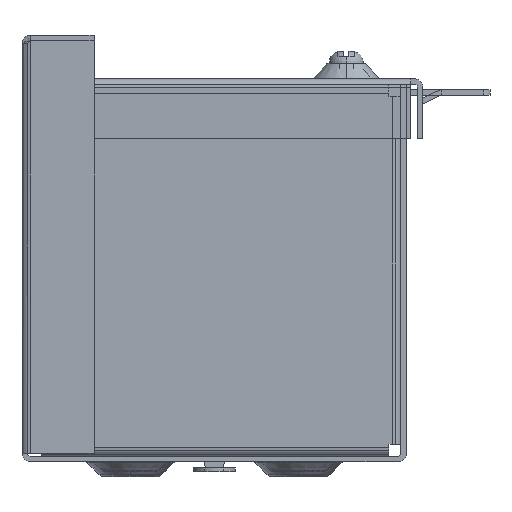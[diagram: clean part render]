
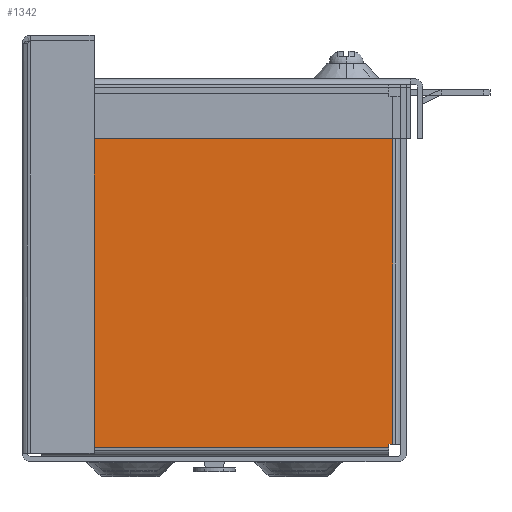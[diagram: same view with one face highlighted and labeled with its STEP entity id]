
A CAD part, left-side view. The second image highlights one B-rep face of the part: STEP entity #1342.
In plain terms, the highlighted planar face has unit normal (-1, 0, 0).
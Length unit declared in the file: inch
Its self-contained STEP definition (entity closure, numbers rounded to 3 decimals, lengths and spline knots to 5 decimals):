
#75 = CARTESIAN_POINT ( 'NONE',  ( -30., -1.943, 3.923 ) ) ;
#162 = VERTEX_POINT ( 'NONE', #25461 ) ;
#649 = CARTESIAN_POINT ( 'NONE',  ( -30., 1.798, 0.057 ) ) ;
#1342 = ADVANCED_FACE ( 'NONE', ( #2910 ), #25890, .T. ) ;
#1431 = DIRECTION ( 'NONE',  ( 0., 0., 1. ) ) ;
#1601 = AXIS2_PLACEMENT_3D ( 'NONE', #75, #14033, #11588 ) ;
#1651 = LINE ( 'NONE', #35929, #25577 ) ;
#1791 = CARTESIAN_POINT ( 'NONE',  ( -30., 1.798, 3.798 ) ) ;
#1842 = DIRECTION ( 'NONE',  ( 0., 0., -1. ) ) ;
#2203 = CARTESIAN_POINT ( 'NONE',  ( -30., -1.943, 0.182 ) ) ;
#2623 = EDGE_CURVE ( 'NONE', #29482, #36274, #30388, .T. ) ;
#2910 = FACE_OUTER_BOUND ( 'NONE', #34235, .T. ) ;
#3066 = ORIENTED_EDGE ( 'NONE', *, *, #16290, .T. ) ;
#3217 = CARTESIAN_POINT ( 'NONE',  ( -30., 1.798, 0.182 ) ) ;
#3302 = LINE ( 'NONE', #649, #23366 ) ;
#3976 = CARTESIAN_POINT ( 'NONE',  ( -30., -1.818, 3.837 ) ) ;
#4586 = LINE ( 'NONE', #19085, #11081 ) ;
#4709 = VERTEX_POINT ( 'NONE', #3217 ) ;
#5061 = VECTOR ( 'NONE', #30187, 39.37008 ) ;
#5304 = VECTOR ( 'NONE', #19566, 39.37008 ) ;
#5344 = EDGE_CURVE ( 'NONE', #31515, #20622, #1651, .T. ) ;
#5353 = ORIENTED_EDGE ( 'NONE', *, *, #29192, .T. ) ;
#5429 = CARTESIAN_POINT ( 'NONE',  ( -30., -1.857, 0.182 ) ) ;
#5822 = CARTESIAN_POINT ( 'NONE',  ( -30., 1.798, 0.143 ) ) ;
#6627 = CARTESIAN_POINT ( 'NONE',  ( -30., -1.818, 0.182 ) ) ;
#7307 = LINE ( 'NONE', #21236, #15735 ) ;
#7459 = ORIENTED_EDGE ( 'NONE', *, *, #5344, .T. ) ;
#7895 = CARTESIAN_POINT ( 'NONE',  ( -30., 1.837, 3.923 ) ) ;
#8091 = CARTESIAN_POINT ( 'NONE',  ( -30., -1.943, 0.143 ) ) ;
#10328 = LINE ( 'NONE', #2203, #14429 ) ;
#10434 = LINE ( 'NONE', #22467, #5061 ) ;
#10956 = DIRECTION ( 'NONE',  ( 0., -1., 0. ) ) ;
#11081 = VECTOR ( 'NONE', #18899, 39.37008 ) ;
#11208 = EDGE_CURVE ( 'NONE', #17937, #18749, #4586, .T. ) ;
#11588 = DIRECTION ( 'NONE',  ( 0., 1., 0. ) ) ;
#12503 = VECTOR ( 'NONE', #10956, 39.37008 ) ;
#12938 = LINE ( 'NONE', #21765, #15725 ) ;
#13351 = ORIENTED_EDGE ( 'NONE', *, *, #24253, .T. ) ;
#13456 = ORIENTED_EDGE ( 'NONE', *, *, #11208, .T. ) ;
#13635 = ORIENTED_EDGE ( 'NONE', *, *, #2623, .T. ) ;
#14033 = DIRECTION ( 'NONE',  ( -1., 0., 0. ) ) ;
#14429 = VECTOR ( 'NONE', #31200, 39.37008 ) ;
#14505 = EDGE_CURVE ( 'NONE', #162, #25009, #32605, .T. ) ;
#14508 = VECTOR ( 'NONE', #1842, 39.37008 ) ;
#14621 = VECTOR ( 'NONE', #16082, 39.37008 ) ;
#15725 = VECTOR ( 'NONE', #1431, 39.37008 ) ;
#15735 = VECTOR ( 'NONE', #26895, 39.37008 ) ;
#15816 = ORIENTED_EDGE ( 'NONE', *, *, #14505, .T. ) ;
#15857 = ORIENTED_EDGE ( 'NONE', *, *, #32047, .T. ) ;
#16082 = DIRECTION ( 'NONE',  ( 0., 1., 0. ) ) ;
#16290 = EDGE_CURVE ( 'NONE', #4709, #26386, #3302, .T. ) ;
#16869 = EDGE_CURVE ( 'NONE', #28396, #4709, #21142, .T. ) ;
#17411 = CARTESIAN_POINT ( 'NONE',  ( -30., -1.857, 3.798 ) ) ;
#17619 = ORIENTED_EDGE ( 'NONE', *, *, #36433, .T. ) ;
#17937 = VERTEX_POINT ( 'NONE', #17411 ) ;
#18306 = DIRECTION ( 'NONE',  ( 0., 0., 1. ) ) ;
#18749 = VERTEX_POINT ( 'NONE', #20603 ) ;
#18899 = DIRECTION ( 'NONE',  ( 0., 1., 0. ) ) ;
#19085 = CARTESIAN_POINT ( 'NONE',  ( -30., -1.818, 3.798 ) ) ;
#19566 = DIRECTION ( 'NONE',  ( 0., -1., 0. ) ) ;
#20269 = DIRECTION ( 'NONE',  ( 0., 0., -1. ) ) ;
#20603 = CARTESIAN_POINT ( 'NONE',  ( -30., -1.818, 3.798 ) ) ;
#20622 = VERTEX_POINT ( 'NONE', #31641 ) ;
#21142 = LINE ( 'NONE', #32631, #12503 ) ;
#21236 = CARTESIAN_POINT ( 'NONE',  ( -30., -1.818, 3.923 ) ) ;
#21765 = CARTESIAN_POINT ( 'NONE',  ( -30., -1.857, 3.923 ) ) ;
#21820 = EDGE_CURVE ( 'NONE', #26386, #162, #27483, .T. ) ;
#22467 = CARTESIAN_POINT ( 'NONE',  ( -30., 1.798, 3.798 ) ) ;
#23366 = VECTOR ( 'NONE', #20269, 39.37008 ) ;
#23762 = CARTESIAN_POINT ( 'NONE',  ( -30., 1.837, 0.182 ) ) ;
#24253 = EDGE_CURVE ( 'NONE', #18749, #31515, #7307, .T. ) ;
#24631 = DIRECTION ( 'NONE',  ( 0., 1., 0. ) ) ;
#24712 = ORIENTED_EDGE ( 'NONE', *, *, #21820, .T. ) ;
#25009 = VERTEX_POINT ( 'NONE', #28692 ) ;
#25461 = CARTESIAN_POINT ( 'NONE',  ( -30., -1.818, 0.143 ) ) ;
#25577 = VECTOR ( 'NONE', #24631, 39.37008 ) ;
#25890 = PLANE ( 'NONE',  #1601 ) ;
#26386 = VERTEX_POINT ( 'NONE', #5822 ) ;
#26895 = DIRECTION ( 'NONE',  ( 0., 0., 1. ) ) ;
#27483 = LINE ( 'NONE', #8091, #5304 ) ;
#27656 = LINE ( 'NONE', #7895, #14508 ) ;
#27781 = ORIENTED_EDGE ( 'NONE', *, *, #16869, .T. ) ;
#28396 = VERTEX_POINT ( 'NONE', #23762 ) ;
#28692 = CARTESIAN_POINT ( 'NONE',  ( -30., -1.818, 0.182 ) ) ;
#29192 = EDGE_CURVE ( 'NONE', #25009, #37041, #10328, .T. ) ;
#29482 = VERTEX_POINT ( 'NONE', #1791 ) ;
#30187 = DIRECTION ( 'NONE',  ( 0., 0., -1. ) ) ;
#30388 = LINE ( 'NONE', #30577, #14621 ) ;
#30577 = CARTESIAN_POINT ( 'NONE',  ( -30., 1.923, 3.798 ) ) ;
#31200 = DIRECTION ( 'NONE',  ( 0., -1., 0. ) ) ;
#31515 = VERTEX_POINT ( 'NONE', #3976 ) ;
#31641 = CARTESIAN_POINT ( 'NONE',  ( -30., 1.798, 3.837 ) ) ;
#32047 = EDGE_CURVE ( 'NONE', #36274, #28396, #27656, .T. ) ;
#32417 = EDGE_CURVE ( 'NONE', #37041, #17937, #12938, .T. ) ;
#32605 = LINE ( 'NONE', #6627, #35967 ) ;
#32631 = CARTESIAN_POINT ( 'NONE',  ( -30., 1.798, 0.182 ) ) ;
#34235 = EDGE_LOOP ( 'NONE', ( #24712, #15816, #5353, #34273, #13456, #13351, #7459, #17619, #13635, #15857, #27781, #3066 ) ) ;
#34273 = ORIENTED_EDGE ( 'NONE', *, *, #32417, .T. ) ;
#35854 = CARTESIAN_POINT ( 'NONE',  ( -30., 1.837, 3.798 ) ) ;
#35929 = CARTESIAN_POINT ( 'NONE',  ( -30., -1.943, 3.837 ) ) ;
#35967 = VECTOR ( 'NONE', #18306, 39.37008 ) ;
#36274 = VERTEX_POINT ( 'NONE', #35854 ) ;
#36433 = EDGE_CURVE ( 'NONE', #20622, #29482, #10434, .T. ) ;
#37041 = VERTEX_POINT ( 'NONE', #5429 ) ;
